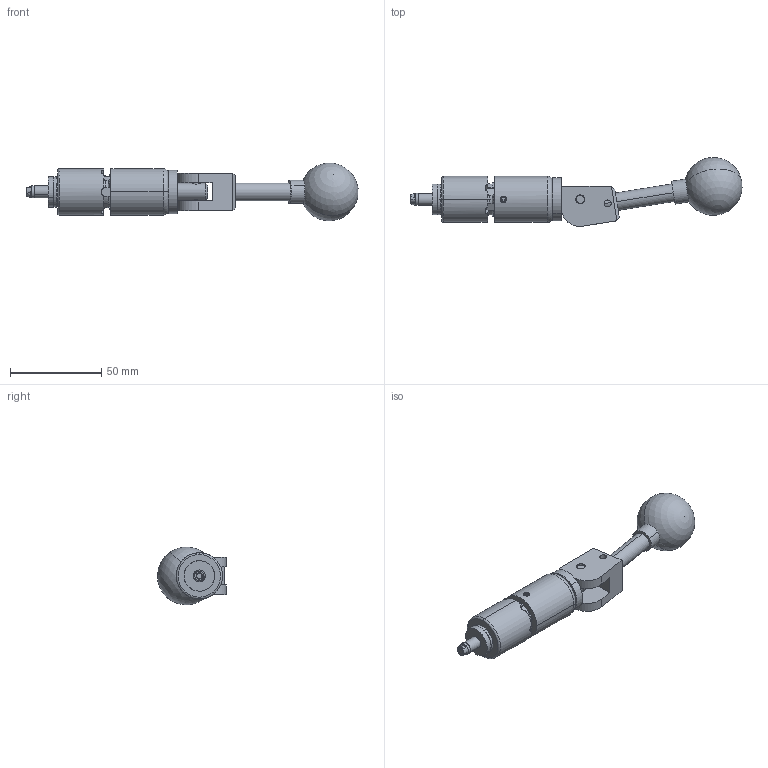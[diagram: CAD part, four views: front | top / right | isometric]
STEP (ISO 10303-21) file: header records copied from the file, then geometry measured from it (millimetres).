
FILE_DESCRIPTION (( 'STEP AP214' ), '1' );
FILE_NAME ('CTSC-003801.STEP', '2025-06-12T13:02:17', ( '' ), ( '' ), 'SwSTEP 2.0', 'SolidWorks 2023', '' );
FILE_SCHEMA (( 'AUTOMOTIVE_DESIGN' ));
Length unit declared in the file: inch
Products named in the file (1): CTSC-003801
Bounding box: 182.25 x 37.85 x 31.66 mm (x, y, z)
Volume: 62826 mm3; surface area: 19777.8 mm2
Topology: 10 solids, 10 shells, 268 faces, 678 edges, 432 vertices
Faces by surface type: cylinder 110, plane 99, cone 45, torus 9, bspline 3, sphere 2
Entity records: 12500 total; most frequent: CARTESIAN_POINT 2657, DIRECTION 1357, ORIENTED_EDGE 1326, EDGE_CURVE 663, AXIS2_PLACEMENT_3D 527, VERTEX_POINT 425, VECTOR 303, LINE 303
